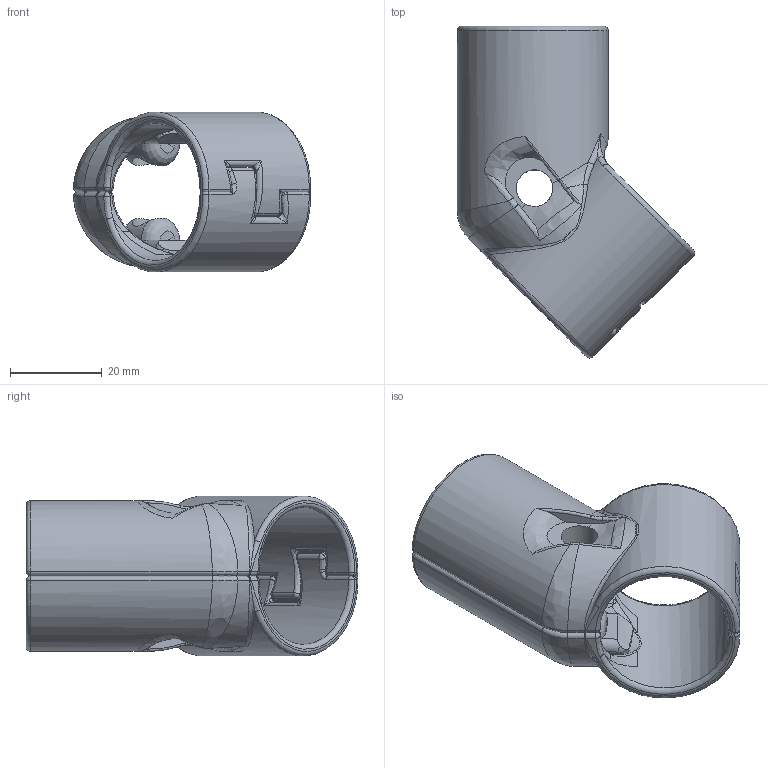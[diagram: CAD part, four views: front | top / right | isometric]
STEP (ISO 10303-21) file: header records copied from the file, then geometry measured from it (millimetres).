
FILE_DESCRIPTION((''),'2;1');
FILE_NAME('86108.stp','2020-08-19T09:45:37',('arma02'),(''),'Autodesk Inventor 2013','Autodesk Inventor 2013','');
FILE_SCHEMA(('AUTOMOTIVE_DESIGN { 1 0 10303 214 1 1 1 1 }'));
Length unit declared in the file: millimetre
Products named in the file (3): 86108; 86108 I; 86108 II
Assembly tree (2 placements, depth 2):
  86108
    86108 I
    86108 II
Bounding box: 51.83 x 72.53 x 34.95 mm (x, y, z)
Volume: 16769.9 mm3; surface area: 14662 mm2
Topology: 2 solids, 2 shells, 356 faces, 880 edges, 499 vertices
Faces by surface type: bspline 175, cylinder 81, plane 44, sphere 36, torus 14, cone 6
Full cylindrical faces by diameter (mm): 8 x2
Entity records: 15633 total; most frequent: CARTESIAN_POINT 8317, ORIENTED_EDGE 1702, DIRECTION 1230, EDGE_CURVE 851, AXIS2_PLACEMENT_3D 543, VERTEX_POINT 497, EDGE_LOOP 358, FACE_OUTER_BOUND 356
